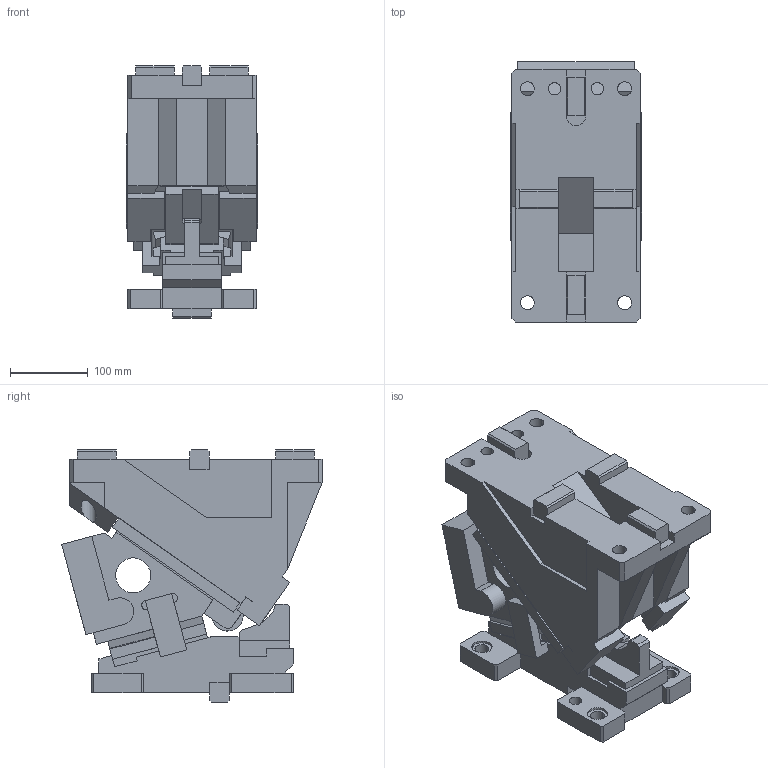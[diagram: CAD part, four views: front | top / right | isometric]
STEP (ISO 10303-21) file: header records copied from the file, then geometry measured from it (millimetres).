
FILE_DESCRIPTION(('CATIA V5 STEP Exchange'),'2;1');
FILE_NAME('CACN_F_150_15.stp','2015-04-24T09:57:24+00:00',('none'),('none'),'CATIA Version 5 Release 19 SP 2 (IN-10)','CATIA V5 STEP AP203','none');
FILE_SCHEMA(('CONFIG_CONTROL_DESIGN'));
Length unit declared in the file: millimetre
Products named in the file (1): CACN_F_150_15
Bounding box: 169 x 334.82 x 324 mm (x, y, z)
Volume: 9470777.5 mm3; surface area: 708226.9 mm2
Topology: 3 solids, 3 shells, 466 faces, 1341 edges, 884 vertices
Faces by surface type: plane 393, cylinder 71, cone 2
Entity records: 15894 total; most frequent: CARTESIAN_POINT 3965, ORIENTED_EDGE 2678, DIRECTION 2080, EDGE_CURVE 1339, VECTOR 1171, LINE 1171, VERTEX_POINT 884, EDGE_LOOP 505
